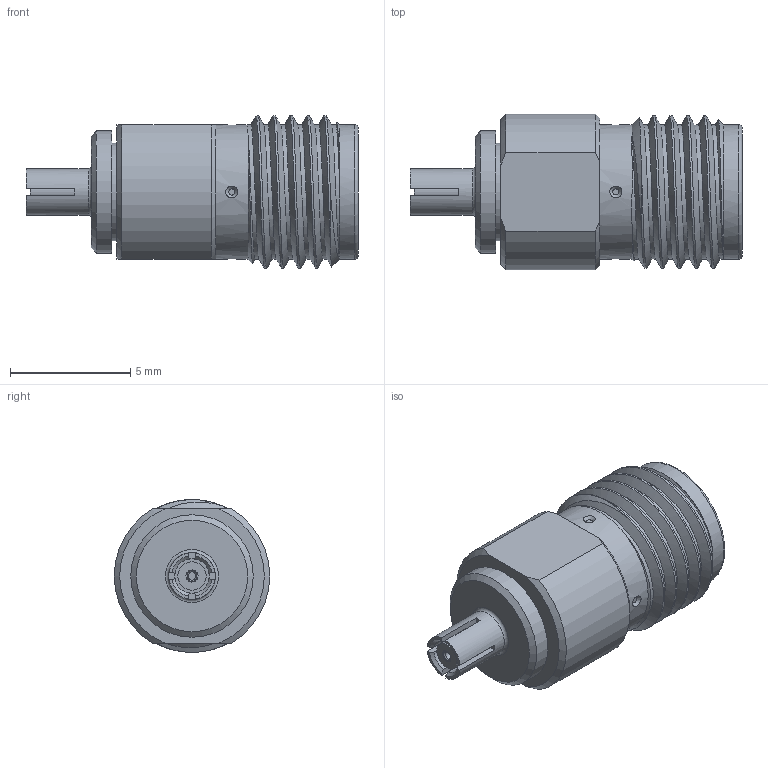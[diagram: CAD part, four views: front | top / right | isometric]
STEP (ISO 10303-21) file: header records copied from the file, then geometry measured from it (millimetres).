
FILE_DESCRIPTION (( 'STEP AP203' ), '1' );
FILE_NAME ('SM9861_3D.step', '2021-06-14T18:52:14', ( '' ), ( '' ), 'SwSTEP 2.0', 'SolidWorks 2020', '' );
FILE_SCHEMA (( 'CONFIG_CONTROL_DESIGN' ));
Length unit declared in the file: inch
Products named in the file (1): SM9861_3D
Bounding box: 13.8 x 6.46 x 6.35 mm (x, y, z)
Volume: 273.5 mm3; surface area: 396.2 mm2
Topology: 1 solids, 1 shells, 81 faces, 197 edges, 129 vertices
Faces by surface type: plane 42, cone 18, cylinder 14, bspline 5, torus 2
Full cylindrical faces by diameter (mm): 0.5 x1, 0.94 x1, 1.18 x1, 1.194 x1, 1.434 x1, 1.942 x1, 4.042 x1, 4.572 x1, 5.092 x1, 5.582 x2
Entity records: 3757 total; most frequent: CARTESIAN_POINT 1983, DIRECTION 342, ORIENTED_EDGE 326, EDGE_CURVE 163, AXIS2_PLACEMENT_3D 142, VERTEX_POINT 117, EDGE_LOOP 114, FACE_OUTER_BOUND 96
